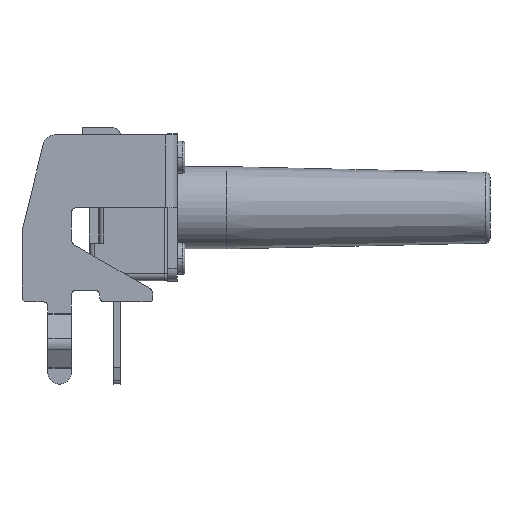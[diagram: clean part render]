
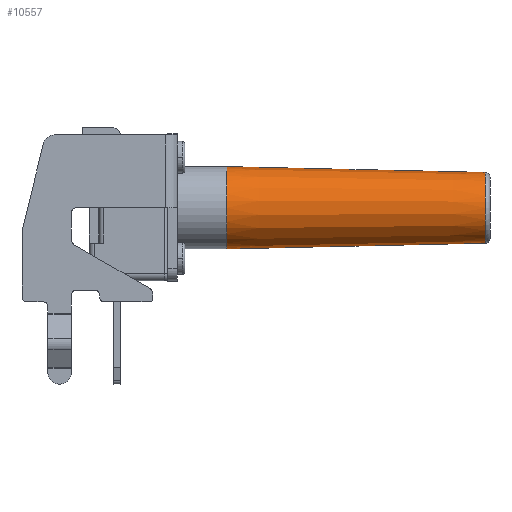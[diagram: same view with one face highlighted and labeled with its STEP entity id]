
A CAD part, left-side view. The second image highlights one B-rep face of the part: STEP entity #10557.
In plain terms, the highlighted conical face has half-angle 1.279 degrees and reference radius 1.75 mm.
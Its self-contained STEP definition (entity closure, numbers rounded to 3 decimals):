
#62 = VECTOR ( 'NONE', #7150, 1000. ) ;
#321 = VERTEX_POINT ( 'NONE', #4151 ) ;
#372 = LINE ( 'NONE', #7433, #62 ) ;
#691 = CARTESIAN_POINT ( 'NONE',  ( 0., -4.18, 5.75 ) ) ;
#743 = CIRCLE ( 'NONE', #7929, 1.75 ) ;
#1045 = AXIS2_PLACEMENT_3D ( 'NONE', #6318, #6354, #6393 ) ;
#1281 = DIRECTION ( 'NONE',  ( 0., 0., 1. ) ) ;
#1615 = FACE_OUTER_BOUND ( 'NONE', #9942, .T. ) ;
#2068 = DIRECTION ( 'NONE',  ( 0., 1., -0.022 ) ) ;
#2118 = EDGE_CURVE ( 'NONE', #5365, #6296, #3939, .T. ) ;
#2220 = CARTESIAN_POINT ( 'NONE',  ( 0., -4.18, 4. ) ) ;
#2484 = ORIENTED_EDGE ( 'NONE', *, *, #2118, .F. ) ;
#2559 = EDGE_CURVE ( 'NONE', #5365, #321, #5748, .T. ) ;
#3019 = AXIS2_PLACEMENT_3D ( 'NONE', #2220, #3201, #1281 ) ;
#3201 = DIRECTION ( 'NONE',  ( 0., 1., 0. ) ) ;
#3412 = EDGE_CURVE ( 'NONE', #321, #9873, #372, .T. ) ;
#3652 = CARTESIAN_POINT ( 'NONE',  ( 0., -4.18, 4. ) ) ;
#3939 = LINE ( 'NONE', #7874, #11140 ) ;
#4151 = CARTESIAN_POINT ( 'NONE',  ( 0., -15.184, 5.504 ) ) ;
#4645 = DIRECTION ( 'NONE',  ( 0., 0., 1. ) ) ;
#5365 = VERTEX_POINT ( 'NONE', #8746 ) ;
#5748 = CIRCLE ( 'NONE', #1045, 1.504 ) ;
#6296 = VERTEX_POINT ( 'NONE', #6648 ) ;
#6318 = CARTESIAN_POINT ( 'NONE',  ( 0., -15.184, 4. ) ) ;
#6354 = DIRECTION ( 'NONE',  ( 0., 1., 0. ) ) ;
#6393 = DIRECTION ( 'NONE',  ( 0., 0., 1. ) ) ;
#6648 = CARTESIAN_POINT ( 'NONE',  ( 0., -4.18, 2.25 ) ) ;
#7150 = DIRECTION ( 'NONE',  ( 0., 1., 0.022 ) ) ;
#7433 = CARTESIAN_POINT ( 'NONE',  ( 0., -4.18, 5.75 ) ) ;
#7776 = ORIENTED_EDGE ( 'NONE', *, *, #2559, .T. ) ;
#7874 = CARTESIAN_POINT ( 'NONE',  ( 0., -4.18, 2.25 ) ) ;
#7929 = AXIS2_PLACEMENT_3D ( 'NONE', #3652, #10290, #4645 ) ;
#8746 = CARTESIAN_POINT ( 'NONE',  ( 0., -15.184, 2.496 ) ) ;
#9338 = EDGE_CURVE ( 'NONE', #9873, #6296, #743, .T. ) ;
#9873 = VERTEX_POINT ( 'NONE', #691 ) ;
#9942 = EDGE_LOOP ( 'NONE', ( #2484, #7776, #12141, #10419 ) ) ;
#10254 = CONICAL_SURFACE ( 'NONE', #3019, 1.75, 0.022 ) ;
#10290 = DIRECTION ( 'NONE',  ( 0., -1., 0. ) ) ;
#10419 = ORIENTED_EDGE ( 'NONE', *, *, #9338, .T. ) ;
#10557 = ADVANCED_FACE ( 'NONE', ( #1615 ), #10254, .T. ) ;
#11140 = VECTOR ( 'NONE', #2068, 1000. ) ;
#12141 = ORIENTED_EDGE ( 'NONE', *, *, #3412, .T. ) ;
